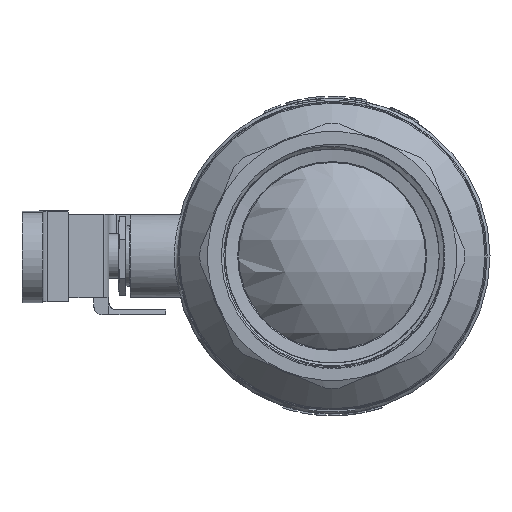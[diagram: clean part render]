
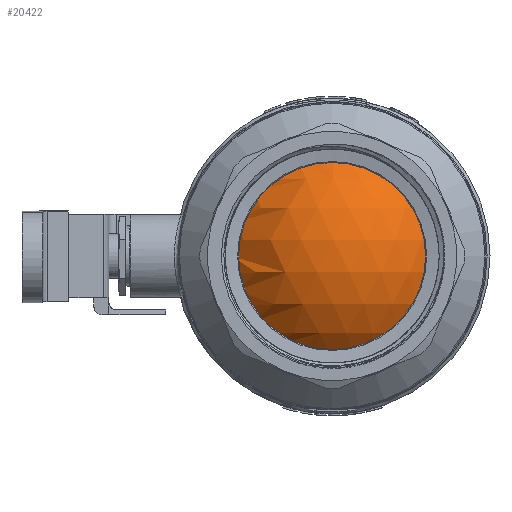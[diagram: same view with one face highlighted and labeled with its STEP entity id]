
A CAD part, left-side view. The second image highlights one B-rep face of the part: STEP entity #20422.
In plain terms, the highlighted spherical face has radius 36 mm.
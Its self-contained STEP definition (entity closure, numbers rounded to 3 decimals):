
#59=SPHERICAL_SURFACE('',#21925,36.);
#1189=FACE_BOUND('',#3545,.T.);
#1190=FACE_BOUND('',#3546,.T.);
#1191=FACE_BOUND('',#3547,.T.);
#2369=FACE_OUTER_BOUND('',#3544,.T.);
#3544=EDGE_LOOP('',(#17848,#17849,#17850,#17851,#17852,#17853,#17854));
#3545=EDGE_LOOP('',(#17855));
#3546=EDGE_LOOP('',(#17856,#17857,#17858,#17859));
#3547=EDGE_LOOP('',(#17860));
#4432=B_SPLINE_CURVE_WITH_KNOTS('',3,(#52345,#52346,#52347,#52348,#52349,
#52350,#52351,#52352,#52353,#52354),.UNSPECIFIED.,.F.,.F.,(4,2,2,2,4),(5.4,
5.432,5.989,6.546,6.578),
 .UNSPECIFIED.);
#4433=B_SPLINE_CURVE_WITH_KNOTS('',3,(#52357,#52358,#52359,#52360,#52361,
#52362,#52363,#52364,#52365,#52366,#52367),.UNSPECIFIED.,.F.,.F.,(4,2,3,
2,4),(11.389,11.421,11.978,12.535,
12.567),.UNSPECIFIED.);
#4792=CIRCLE('',#21924,12.375);
#4793=CIRCLE('',#21926,26.75);
#4794=CIRCLE('',#21927,36.);
#4795=CIRCLE('',#21928,26.75);
#4796=CIRCLE('',#21929,36.);
#4797=CIRCLE('',#21930,26.75);
#4798=CIRCLE('',#21931,35.496);
#4799=CIRCLE('',#21932,35.496);
#4800=CIRCLE('',#21933,26.75);
#9568=VERTEX_POINT('',#52327);
#9569=VERTEX_POINT('',#52331);
#9570=VERTEX_POINT('',#52332);
#9571=VERTEX_POINT('',#52334);
#9572=VERTEX_POINT('',#52336);
#9573=VERTEX_POINT('',#52338);
#9574=VERTEX_POINT('',#52341);
#9575=VERTEX_POINT('',#52342);
#9576=VERTEX_POINT('',#52344);
#9577=VERTEX_POINT('',#52355);
#9578=VERTEX_POINT('',#52368);
#12351=EDGE_CURVE('',#9568,#9568,#4792,.T.);
#12352=EDGE_CURVE('',#9569,#9570,#4793,.F.);
#12353=EDGE_CURVE('',#9570,#9571,#4794,.T.);
#12354=EDGE_CURVE('',#9570,#9572,#4795,.F.);
#12355=EDGE_CURVE('',#9573,#9572,#4796,.T.);
#12356=EDGE_CURVE('',#9572,#9569,#4797,.F.);
#12357=EDGE_CURVE('',#9574,#9575,#4798,.F.);
#12358=EDGE_CURVE('',#9576,#9574,#4432,.F.);
#12359=EDGE_CURVE('',#9577,#9576,#4799,.T.);
#12360=EDGE_CURVE('',#9575,#9577,#4433,.F.);
#12361=EDGE_CURVE('',#9578,#9578,#4800,.T.);
#17848=ORIENTED_EDGE('',*,*,#12352,.T.);
#17849=ORIENTED_EDGE('',*,*,#12353,.T.);
#17850=ORIENTED_EDGE('',*,*,#12353,.F.);
#17851=ORIENTED_EDGE('',*,*,#12354,.T.);
#17852=ORIENTED_EDGE('',*,*,#12355,.F.);
#17853=ORIENTED_EDGE('',*,*,#12355,.T.);
#17854=ORIENTED_EDGE('',*,*,#12356,.T.);
#17855=ORIENTED_EDGE('',*,*,#12351,.T.);
#17856=ORIENTED_EDGE('',*,*,#12357,.F.);
#17857=ORIENTED_EDGE('',*,*,#12358,.F.);
#17858=ORIENTED_EDGE('',*,*,#12359,.F.);
#17859=ORIENTED_EDGE('',*,*,#12360,.F.);
#17860=ORIENTED_EDGE('',*,*,#12361,.F.);
#20422=ADVANCED_FACE('',(#2369,#1189,#1190,#1191),#59,.F.);
#21924=AXIS2_PLACEMENT_3D('',#52329,#25753,#25754);
#21925=AXIS2_PLACEMENT_3D('',#52330,#25755,#25756);
#21926=AXIS2_PLACEMENT_3D('',#52333,#25757,#25758);
#21927=AXIS2_PLACEMENT_3D('',#52335,#25759,#25760);
#21928=AXIS2_PLACEMENT_3D('',#52337,#25761,#25762);
#21929=AXIS2_PLACEMENT_3D('',#52339,#25763,#25764);
#21930=AXIS2_PLACEMENT_3D('',#52340,#25765,#25766);
#21931=AXIS2_PLACEMENT_3D('',#52343,#25767,#25768);
#21932=AXIS2_PLACEMENT_3D('',#52356,#25769,#25770);
#21933=AXIS2_PLACEMENT_3D('',#52369,#25771,#25772);
#25753=DIRECTION('center_axis',(0.,-1.,0.));
#25754=DIRECTION('ref_axis',(1.,0.,0.));
#25755=DIRECTION('center_axis',(0.,0.,1.));
#25756=DIRECTION('ref_axis',(1.,0.,0.));
#25757=DIRECTION('center_axis',(1.,0.,0.));
#25758=DIRECTION('ref_axis',(0.,1.,0.));
#25759=DIRECTION('center_axis',(0.,1.,0.));
#25760=DIRECTION('ref_axis',(-1.,0.,0.));
#25761=DIRECTION('center_axis',(1.,0.,0.));
#25762=DIRECTION('ref_axis',(0.,1.,0.));
#25763=DIRECTION('center_axis',(0.,1.,0.));
#25764=DIRECTION('ref_axis',(-1.,0.,0.));
#25765=DIRECTION('center_axis',(1.,0.,0.));
#25766=DIRECTION('ref_axis',(0.,1.,0.));
#25767=DIRECTION('center_axis',(1.,0.,0.));
#25768=DIRECTION('ref_axis',(0.,0.,1.));
#25769=DIRECTION('center_axis',(1.,0.,0.));
#25770=DIRECTION('ref_axis',(0.,0.,1.));
#25771=DIRECTION('center_axis',(-1.,0.,0.));
#25772=DIRECTION('ref_axis',(0.,1.,0.));
#52327=CARTESIAN_POINT('',(-12.375,-33.806,0.));
#52329=CARTESIAN_POINT('Origin',(0.,-33.806,0.));
#52330=CARTESIAN_POINT('Origin',(0.,0.,0.));
#52331=CARTESIAN_POINT('',(-24.092,-26.75,0.));
#52332=CARTESIAN_POINT('',(-24.092,0.,26.75));
#52333=CARTESIAN_POINT('Origin',(-24.092,0.,0.));
#52334=CARTESIAN_POINT('',(0.,0.,
36.));
#52335=CARTESIAN_POINT('Origin',(0.,0.,0.));
#52336=CARTESIAN_POINT('',(-24.092,0.,-26.75));
#52337=CARTESIAN_POINT('Origin',(-24.092,0.,0.));
#52338=CARTESIAN_POINT('',(0.,0.,
-36.));
#52339=CARTESIAN_POINT('Origin',(0.,0.,0.));
#52340=CARTESIAN_POINT('Origin',(-24.092,0.,0.));
#52341=CARTESIAN_POINT('',(-6.,32.103,15.145));
#52342=CARTESIAN_POINT('',(-6.,32.103,-15.145));
#52343=CARTESIAN_POINT('Origin',(-6.,0.,0.));
#52344=CARTESIAN_POINT('',(6.,32.103,15.145));
#52345=CARTESIAN_POINT('Ctrl Pts',(-6.,32.103,15.145));
#52346=CARTESIAN_POINT('Ctrl Pts',(-5.892,32.115,15.164));
#52347=CARTESIAN_POINT('Ctrl Pts',(-5.784,32.126,15.183));
#52348=CARTESIAN_POINT('Ctrl Pts',(-3.777,32.322,15.517));
#52349=CARTESIAN_POINT('Ctrl Pts',(-1.856,32.414,15.664));
#52350=CARTESIAN_POINT('Ctrl Pts',(1.856,32.414,15.664));
#52351=CARTESIAN_POINT('Ctrl Pts',(3.777,32.322,15.517));
#52352=CARTESIAN_POINT('Ctrl Pts',(5.784,32.126,15.183));
#52353=CARTESIAN_POINT('Ctrl Pts',(5.892,32.115,15.164));
#52354=CARTESIAN_POINT('Ctrl Pts',(6.,32.103,15.145));
#52355=CARTESIAN_POINT('',(6.,32.103,-15.145));
#52356=CARTESIAN_POINT('Origin',(6.,0.,0.));
#52357=CARTESIAN_POINT('Ctrl Pts',(6.,32.103,-15.145));
#52358=CARTESIAN_POINT('Ctrl Pts',(5.892,32.115,-15.164));
#52359=CARTESIAN_POINT('Ctrl Pts',(5.784,32.126,-15.183));
#52360=CARTESIAN_POINT('Ctrl Pts',(3.777,32.322,-15.517));
#52361=CARTESIAN_POINT('Ctrl Pts',(1.856,32.414,-15.664));
#52362=CARTESIAN_POINT('Ctrl Pts',(0.,32.414,-15.664));
#52363=CARTESIAN_POINT('Ctrl Pts',(-1.856,32.414,-15.664));
#52364=CARTESIAN_POINT('Ctrl Pts',(-3.777,32.322,-15.517));
#52365=CARTESIAN_POINT('Ctrl Pts',(-5.784,32.126,-15.183));
#52366=CARTESIAN_POINT('Ctrl Pts',(-5.892,32.115,-15.164));
#52367=CARTESIAN_POINT('Ctrl Pts',(-6.,32.103,-15.145));
#52368=CARTESIAN_POINT('',(24.092,-26.75,0.));
#52369=CARTESIAN_POINT('Origin',(24.092,0.,0.));
